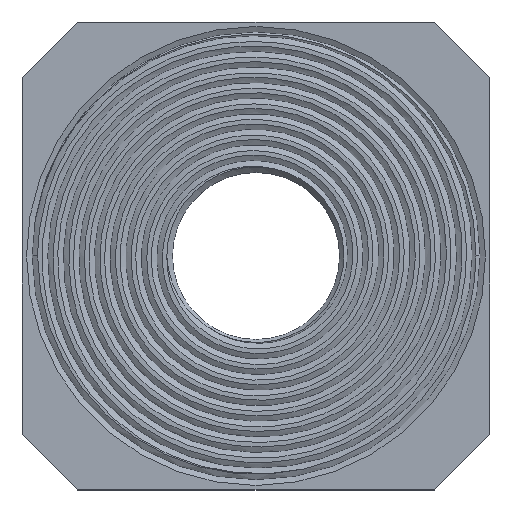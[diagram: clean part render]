
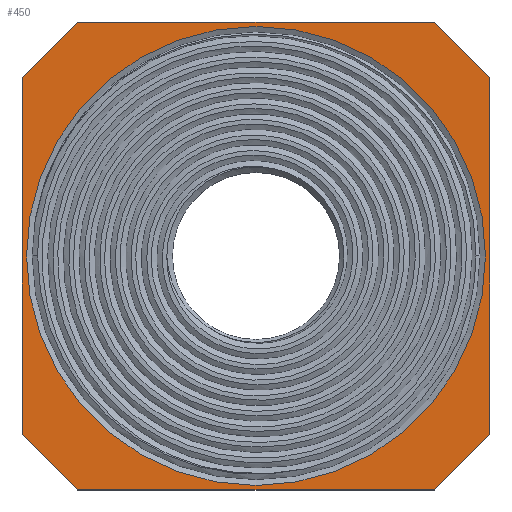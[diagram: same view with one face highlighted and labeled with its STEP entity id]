
A CAD part, top view. The second image highlights one B-rep face of the part: STEP entity #450.
In plain terms, the highlighted planar face has unit normal (0, 0, 1).
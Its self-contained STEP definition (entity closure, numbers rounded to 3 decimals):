
#22=FACE_BOUND('',#79,.T.);
#29=PLANE('',#509);
#48=FACE_OUTER_BOUND('',#78,.T.);
#78=EDGE_LOOP('',(#334,#335,#336,#337,#338,#339,#340,#341));
#79=EDGE_LOOP('',(#342));
#119=CIRCLE('',#504,20.6);
#139=LINE('',#1684,#176);
#140=LINE('',#1686,#177);
#141=LINE('',#1688,#178);
#142=LINE('',#1690,#179);
#143=LINE('',#1692,#180);
#144=LINE('',#1694,#181);
#145=LINE('',#1696,#182);
#146=LINE('',#1697,#183);
#176=VECTOR('',#575,10.);
#177=VECTOR('',#576,10.);
#178=VECTOR('',#577,10.);
#179=VECTOR('',#578,10.);
#180=VECTOR('',#579,10.);
#181=VECTOR('',#580,10.);
#182=VECTOR('',#581,10.);
#183=VECTOR('',#582,10.);
#214=VERTEX_POINT('',#994);
#219=VERTEX_POINT('',#1682);
#220=VERTEX_POINT('',#1683);
#221=VERTEX_POINT('',#1685);
#222=VERTEX_POINT('',#1687);
#223=VERTEX_POINT('',#1689);
#224=VERTEX_POINT('',#1691);
#225=VERTEX_POINT('',#1693);
#226=VERTEX_POINT('',#1695);
#256=EDGE_CURVE('',#214,#214,#119,.T.);
#264=EDGE_CURVE('',#219,#220,#139,.T.);
#265=EDGE_CURVE('',#221,#219,#140,.T.);
#266=EDGE_CURVE('',#222,#221,#141,.T.);
#267=EDGE_CURVE('',#223,#222,#142,.T.);
#268=EDGE_CURVE('',#224,#223,#143,.T.);
#269=EDGE_CURVE('',#225,#224,#144,.T.);
#270=EDGE_CURVE('',#226,#225,#145,.T.);
#271=EDGE_CURVE('',#220,#226,#146,.T.);
#334=ORIENTED_EDGE('',*,*,#264,.F.);
#335=ORIENTED_EDGE('',*,*,#265,.F.);
#336=ORIENTED_EDGE('',*,*,#266,.F.);
#337=ORIENTED_EDGE('',*,*,#267,.F.);
#338=ORIENTED_EDGE('',*,*,#268,.F.);
#339=ORIENTED_EDGE('',*,*,#269,.F.);
#340=ORIENTED_EDGE('',*,*,#270,.F.);
#341=ORIENTED_EDGE('',*,*,#271,.F.);
#342=ORIENTED_EDGE('',*,*,#256,.T.);
#450=ADVANCED_FACE('',(#48,#22),#29,.T.);
#504=AXIS2_PLACEMENT_3D('',#996,#562,#563);
#509=AXIS2_PLACEMENT_3D('',#1681,#573,#574);
#562=DIRECTION('center_axis',(0.,0.,-1.));
#563=DIRECTION('ref_axis',(-1.,0.,0.));
#573=DIRECTION('center_axis',(0.,0.,1.));
#574=DIRECTION('ref_axis',(1.,0.,0.));
#575=DIRECTION('',(0.707,-0.707,0.));
#576=DIRECTION('',(1.,0.,0.));
#577=DIRECTION('',(0.707,0.707,0.));
#578=DIRECTION('',(0.,1.,0.));
#579=DIRECTION('',(-0.707,0.707,0.));
#580=DIRECTION('',(-1.,0.,0.));
#581=DIRECTION('',(-0.707,-0.707,0.));
#582=DIRECTION('',(0.,-1.,0.));
#994=CARTESIAN_POINT('',(19.118,6.156,-35.));
#996=CARTESIAN_POINT('Origin',(-1.482,6.156,-35.));
#1681=CARTESIAN_POINT('Origin',(-1.482,6.156,-35.));
#1682=CARTESIAN_POINT('',(14.518,27.156,-35.));
#1683=CARTESIAN_POINT('',(19.518,22.156,-35.));
#1684=CARTESIAN_POINT('',(17.018,24.656,-35.));
#1685=CARTESIAN_POINT('',(-17.482,27.156,-35.));
#1686=CARTESIAN_POINT('',(9.018,27.156,-35.));
#1687=CARTESIAN_POINT('',(-22.482,22.156,-35.));
#1688=CARTESIAN_POINT('',(-19.982,24.656,-35.));
#1689=CARTESIAN_POINT('',(-22.482,-9.844,-35.));
#1690=CARTESIAN_POINT('',(-22.482,16.656,-35.));
#1691=CARTESIAN_POINT('',(-17.482,-14.844,-35.));
#1692=CARTESIAN_POINT('',(-19.982,-12.344,-35.));
#1693=CARTESIAN_POINT('',(14.518,-14.844,-35.));
#1694=CARTESIAN_POINT('',(-11.982,-14.844,-35.));
#1695=CARTESIAN_POINT('',(19.518,-9.844,-35.));
#1696=CARTESIAN_POINT('',(17.018,-12.344,-35.));
#1697=CARTESIAN_POINT('',(19.518,-4.344,-35.));
